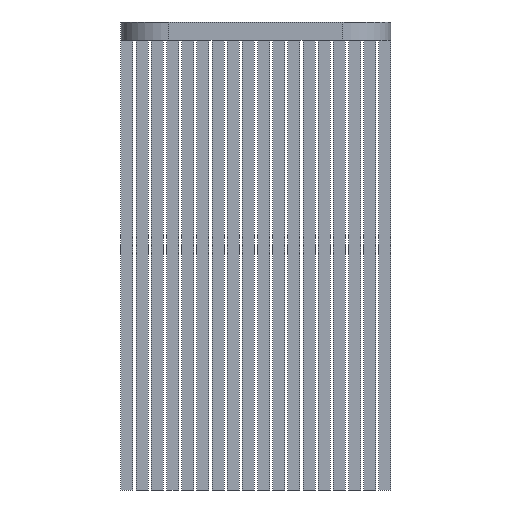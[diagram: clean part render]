
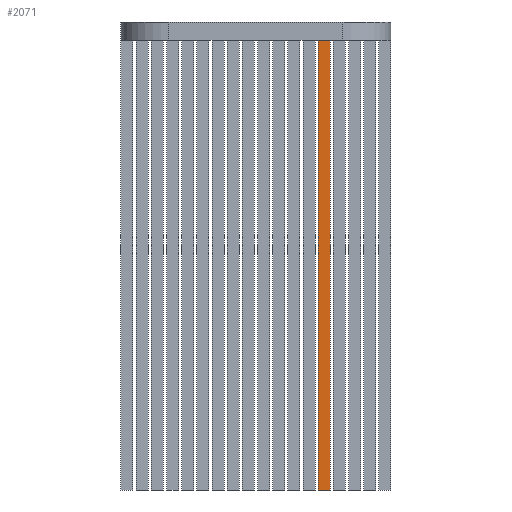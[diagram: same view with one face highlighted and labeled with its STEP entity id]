
A CAD part, left-side view. The second image highlights one B-rep face of the part: STEP entity #2071.
In plain terms, the highlighted planar face has unit normal (-1, 0, 0).
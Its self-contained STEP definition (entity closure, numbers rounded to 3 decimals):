
#31=PLANE('',#2206);
#143=FACE_OUTER_BOUND('',#259,.T.);
#259=EDGE_LOOP('',(#1519,#1520,#1521,#1522));
#399=LINE('',#2935,#693);
#418=LINE('',#2979,#712);
#419=LINE('',#2981,#713);
#420=LINE('',#2982,#714);
#693=VECTOR('',#2362,10.);
#712=VECTOR('',#2397,10.);
#713=VECTOR('',#2398,10.);
#714=VECTOR('',#2399,10.);
#997=VERTEX_POINT('',#2932);
#998=VERTEX_POINT('',#2934);
#1015=VERTEX_POINT('',#2978);
#1016=VERTEX_POINT('',#2980);
#1188=EDGE_CURVE('',#997,#998,#399,.T.);
#1210=EDGE_CURVE('',#997,#1015,#418,.T.);
#1211=EDGE_CURVE('',#1016,#1015,#419,.T.);
#1212=EDGE_CURVE('',#998,#1016,#420,.T.);
#1519=ORIENTED_EDGE('',*,*,#1188,.F.);
#1520=ORIENTED_EDGE('',*,*,#1210,.T.);
#1521=ORIENTED_EDGE('',*,*,#1211,.F.);
#1522=ORIENTED_EDGE('',*,*,#1212,.F.);
#2071=ADVANCED_FACE('',(#143),#31,.T.);
#2206=AXIS2_PLACEMENT_3D('',#2977,#2395,#2396);
#2362=DIRECTION('',(0.,-1.,0.));
#2395=DIRECTION('center_axis',(-1.,0.,0.));
#2396=DIRECTION('ref_axis',(0.,1.,0.));
#2397=DIRECTION('',(0.,0.,-1.));
#2398=DIRECTION('',(0.,1.,0.));
#2399=DIRECTION('',(0.,0.,-1.));
#2932=CARTESIAN_POINT('',(12.5,-22.882,0.));
#2934=CARTESIAN_POINT('',(12.5,-24.882,0.));
#2935=CARTESIAN_POINT('',(12.5,-18.691,0.));
#2977=CARTESIAN_POINT('Origin',(12.5,-24.882,0.));
#2978=CARTESIAN_POINT('',(12.5,-22.882,-75.));
#2979=CARTESIAN_POINT('',(12.5,-22.882,0.));
#2980=CARTESIAN_POINT('',(12.5,-24.882,-75.));
#2981=CARTESIAN_POINT('',(12.5,-24.882,-75.));
#2982=CARTESIAN_POINT('',(12.5,-24.882,0.));
